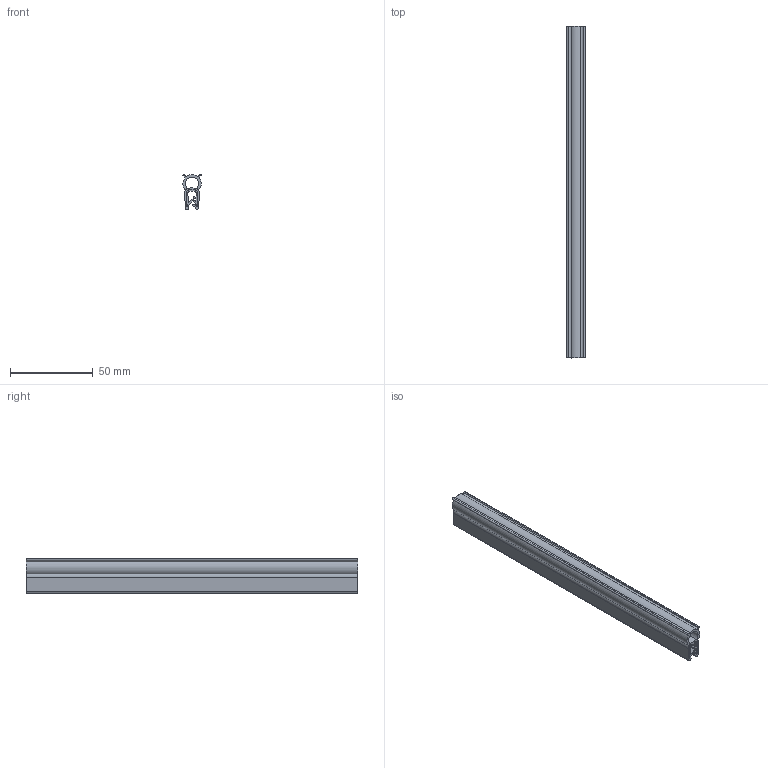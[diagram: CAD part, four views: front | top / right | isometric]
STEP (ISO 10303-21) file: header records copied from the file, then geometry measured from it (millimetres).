
FILE_DESCRIPTION((''),'2;1');
FILE_NAME('','2005-07-15T10:01:52',(''),(''),'','CADfix','');
FILE_SCHEMA(('AUTOMOTIVE_DESIGN'));
Length unit declared in the file: millimetre
Products named in the file (4): rubber foam; gasket; center core; TEM_1011_15_30566_36
Assembly tree (3 placements, depth 2):
  TEM_1011_15_30566_36
    rubber foam
    gasket
    center core
Bounding box: 11 x 200 x 21 mm (x, y, z)
Volume: 20832.4 mm3; surface area: 47430.6 mm2
Topology: 3 solids, 3 shells, 76 faces, 210 edges, 140 vertices
Faces by surface type: bspline 76
Entity records: 2411 total; most frequent: CARTESIAN_POINT 1118, ORIENTED_EDGE 420, EDGE_CURVE 210, QUASI_UNIFORM_CURVE 142, VERTEX_POINT 140, EDGE_LOOP 78, FACE_OUTER_BOUND 76, ADVANCED_FACE 76
